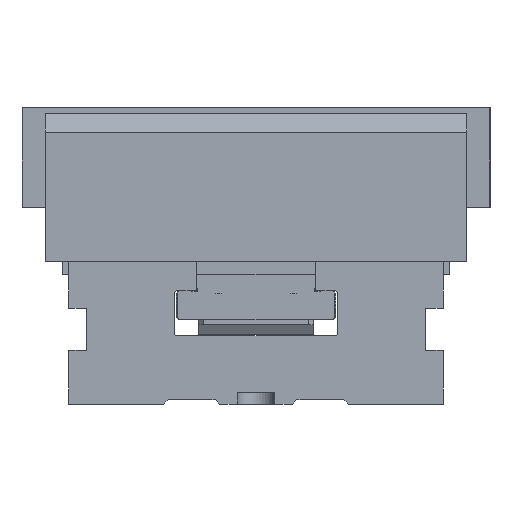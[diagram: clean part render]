
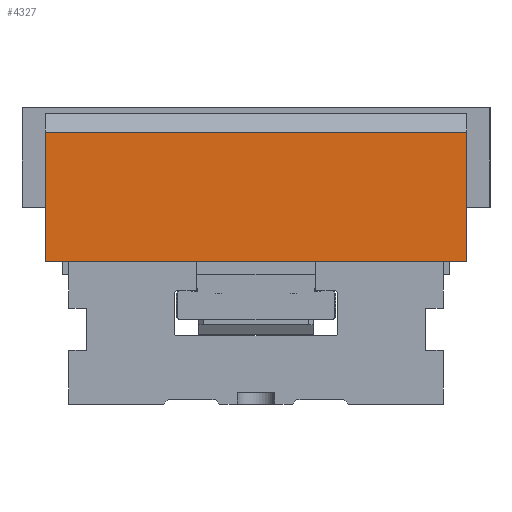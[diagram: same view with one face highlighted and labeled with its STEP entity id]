
A CAD part, left-side view. The second image highlights one B-rep face of the part: STEP entity #4327.
In plain terms, the highlighted planar face has unit normal (-1, 0, 0).
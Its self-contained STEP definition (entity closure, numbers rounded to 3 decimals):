
#4327=ADVANCED_FACE('',(#4913),#4638,.T.);
#4638=PLANE('',#11155);
#4913=FACE_OUTER_BOUND('',#5440,.T.);
#5440=EDGE_LOOP('',(#6702,#6703,#6704,#6705));
#6702=ORIENTED_EDGE('',*,*,#8892,.F.);
#6703=ORIENTED_EDGE('',*,*,#8893,.T.);
#6704=ORIENTED_EDGE('',*,*,#8894,.T.);
#6705=ORIENTED_EDGE('',*,*,#8887,.T.);
#8043=VERTEX_POINT('',#15055);
#8044=VERTEX_POINT('',#15057);
#8048=VERTEX_POINT('',#15067);
#8049=VERTEX_POINT('',#15069);
#8887=EDGE_CURVE('',#8044,#8043,#9660,.T.);
#8892=EDGE_CURVE('',#8048,#8043,#9664,.T.);
#8893=EDGE_CURVE('',#8048,#8049,#9665,.T.);
#8894=EDGE_CURVE('',#8049,#8044,#9666,.T.);
#9660=LINE('',#15056,#10352);
#9664=LINE('',#15066,#10356);
#9665=LINE('',#15068,#10357);
#9666=LINE('',#15070,#10358);
#10352=VECTOR('',#12580,1.);
#10356=VECTOR('',#12588,1.);
#10357=VECTOR('',#12589,1.);
#10358=VECTOR('',#12590,1.);
#11155=AXIS2_PLACEMENT_3D('',#15071,#12591,#12592);
#12580=DIRECTION('',(0.,-1.,0.));
#12588=DIRECTION('',(0.,0.,-1.));
#12589=DIRECTION('',(0.,1.,0.));
#12590=DIRECTION('',(0.,0.,-1.));
#12591=DIRECTION('',(-1.,0.,0.));
#12592=DIRECTION('',(0.,0.,1.));
#15055=CARTESIAN_POINT('',(56.277,130.787,1.482));
#15056=CARTESIAN_POINT('',(56.277,220.787,1.482));
#15057=CARTESIAN_POINT('',(56.277,310.787,1.482));
#15066=CARTESIAN_POINT('',(56.277,130.787,64.782));
#15067=CARTESIAN_POINT('',(56.277,130.787,56.782));
#15068=CARTESIAN_POINT('',(56.277,220.787,56.782));
#15069=CARTESIAN_POINT('',(56.277,310.787,56.782));
#15070=CARTESIAN_POINT('',(56.277,310.787,64.782));
#15071=CARTESIAN_POINT('',(56.277,220.787,64.782));
